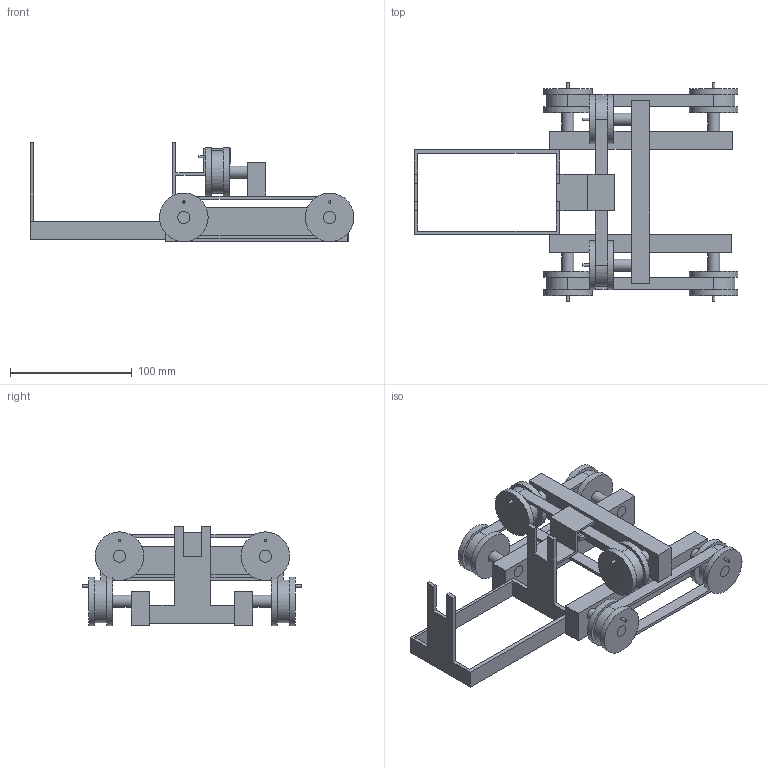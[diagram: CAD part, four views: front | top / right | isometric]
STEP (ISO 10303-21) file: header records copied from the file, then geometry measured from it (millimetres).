
FILE_DESCRIPTION(/* description */ ('STEP AP242','CAx-IF Rec.Pracs.---Representation and Presentation of Product Manufacturing Information (PMI)---4.0---2014-10-13','CAx-IF Rec.Pracs.---3D Tessellated Geometry---0.4---2014-09-14','2;1'),/* implementation_level */ '2;1');
FILE_NAME(/* name */ '6854457fa6fd7d7d271391ff',/* time_stamp */ '2025-06-19T17:14:41Z',/* author */ (''),/* organization */ (''),/* preprocessor_version */ 'ST-DEVELOPER v20',/* originating_system */ 'ONSHAPE BY PTC INC, 1.199',/* authorisation */ ' ');
FILE_SCHEMA (('AP242_MANAGED_MODEL_BASED_3D_ENGINEERING_MIM_LF { 1 0 10303 442 1 1 4 }'));
Length unit declared in the file: metre
Products named in the file (9): Assembly 2; Part 1; Assembly 1 <1>; Assembly 1 <2>; Assembly 4 <1>
Assembly tree (22 placements, depth 3):
  Assembly 2
    Part 1
    Assembly 1 <1>
      Part 1
      Part 1  x2
      Part 1
      Part 1  x2
    Assembly 1 <2>
      Part 1
      Part 1  x2
      Part 1  x2
      Part 1
    Assembly 4 <1>
      Part 1  x2
      Part 1  x2
      Part 1
      Part 1
Bounding box: 266.5 x 180.26 x 81.71 mm (x, y, z)
Volume: 369191.7 mm3; surface area: 143358 mm2
Topology: 19 solids, 19 shells, 171 faces, 348 edges, 232 vertices
Faces by surface type: plane 117, cylinder 54
Full cylindrical faces by diameter (mm): 2 x6, 10 x18, 30 x6, 40 x12
Entity records: 2357 total; most frequent: DIRECTION 376, CARTESIAN_POINT 375, ORIENTED_EDGE 332, EDGE_CURVE 166, LINE 142, VECTOR 142, AXIS2_PLACEMENT_3D 117, VERTEX_POINT 116
